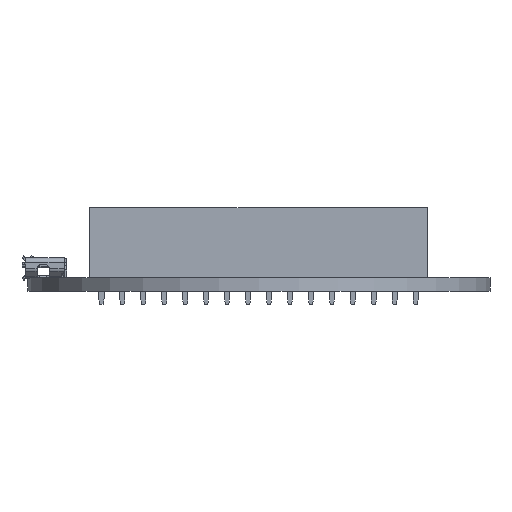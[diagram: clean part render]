
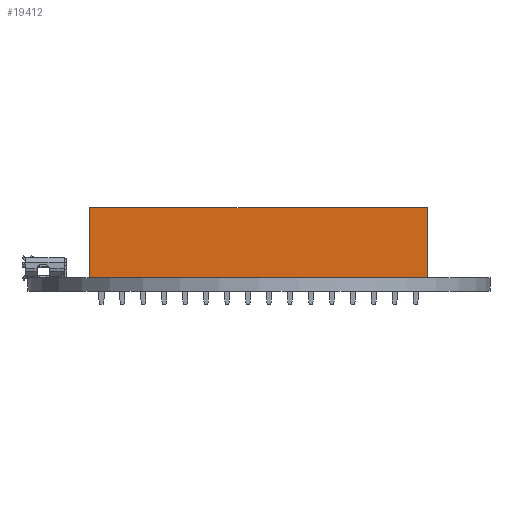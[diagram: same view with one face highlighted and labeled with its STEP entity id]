
A CAD part, front view. The second image highlights one B-rep face of the part: STEP entity #19412.
In plain terms, the highlighted face is planar.
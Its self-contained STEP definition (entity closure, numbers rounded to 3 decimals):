
#807 = VECTOR ( 'NONE', #18883, 1000. ) ;
#1083 = VERTEX_POINT ( 'NONE', #27007 ) ;
#1717 = DIRECTION ( 'NONE',  ( 1., 0., 0. ) ) ;
#2079 = DIRECTION ( 'NONE',  ( 0., 0., 1. ) ) ;
#3059 = CARTESIAN_POINT ( 'NONE',  ( -20.445, 8.5, 2.5 ) ) ;
#3066 = CARTESIAN_POINT ( 'NONE',  ( 20.445, 4.177, 2.5 ) ) ;
#5803 = LINE ( 'NONE', #3059, #807 ) ;
#5976 = ORIENTED_EDGE ( 'NONE', *, *, #6855, .F. ) ;
#6584 = LINE ( 'NONE', #3066, #36404 ) ;
#6855 = EDGE_CURVE ( 'NONE', #10021, #8048, #6584, .T. ) ;
#8048 = VERTEX_POINT ( 'NONE', #27866 ) ;
#9046 = EDGE_CURVE ( 'NONE', #9203, #8048, #12419, .T. ) ;
#9088 = CARTESIAN_POINT ( 'NONE',  ( -20.445, 0., 2.5 ) ) ;
#9203 = VERTEX_POINT ( 'NONE', #46756 ) ;
#10021 = VERTEX_POINT ( 'NONE', #50456 ) ;
#12419 = LINE ( 'NONE', #9088, #26977 ) ;
#16075 = ORIENTED_EDGE ( 'NONE', *, *, #33900, .F. ) ;
#18883 = DIRECTION ( 'NONE',  ( 1., 0., 0. ) ) ;
#19412 = ADVANCED_FACE ( 'NONE', ( #35033 ), #44538, .T. ) ;
#21177 = CARTESIAN_POINT ( 'NONE',  ( -20.445, 4.25, 2.5 ) ) ;
#21313 = AXIS2_PLACEMENT_3D ( 'NONE', #21177, #2079, #1717 ) ;
#21547 = VECTOR ( 'NONE', #42883, 1000. ) ;
#26977 = VECTOR ( 'NONE', #36291, 1000. ) ;
#27007 = CARTESIAN_POINT ( 'NONE',  ( -20.445, 8.5, 2.5 ) ) ;
#27612 = LINE ( 'NONE', #31421, #21547 ) ;
#27866 = CARTESIAN_POINT ( 'NONE',  ( 20.445, 0., 2.5 ) ) ;
#30283 = DIRECTION ( 'NONE',  ( 0., -1., 0. ) ) ;
#31421 = CARTESIAN_POINT ( 'NONE',  ( -20.445, 4.177, 2.5 ) ) ;
#33900 = EDGE_CURVE ( 'NONE', #1083, #10021, #5803, .T. ) ;
#35033 = FACE_OUTER_BOUND ( 'NONE', #39831, .T. ) ;
#36291 = DIRECTION ( 'NONE',  ( 1., 0., 0. ) ) ;
#36404 = VECTOR ( 'NONE', #30283, 1000. ) ;
#39831 = EDGE_LOOP ( 'NONE', ( #43093, #47114, #5976, #16075 ) ) ;
#42883 = DIRECTION ( 'NONE',  ( 0., -1., 0. ) ) ;
#43093 = ORIENTED_EDGE ( 'NONE', *, *, #47830, .T. ) ;
#44538 = PLANE ( 'NONE',  #21313 ) ;
#46756 = CARTESIAN_POINT ( 'NONE',  ( -20.445, 0., 2.5 ) ) ;
#47114 = ORIENTED_EDGE ( 'NONE', *, *, #9046, .T. ) ;
#47830 = EDGE_CURVE ( 'NONE', #1083, #9203, #27612, .T. ) ;
#50456 = CARTESIAN_POINT ( 'NONE',  ( 20.445, 8.5, 2.5 ) ) ;
